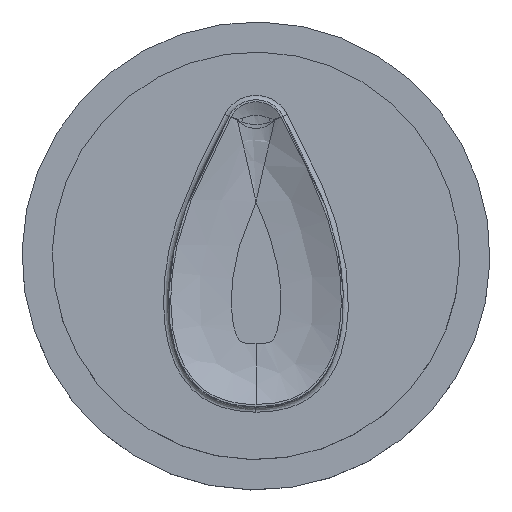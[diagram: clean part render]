
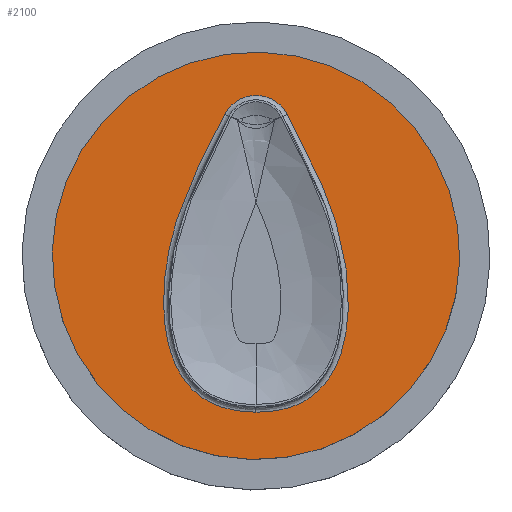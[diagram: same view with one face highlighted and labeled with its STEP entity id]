
A CAD part, top view. The second image highlights one B-rep face of the part: STEP entity #2100.
In plain terms, the highlighted planar face has unit normal (0, 0, 1).
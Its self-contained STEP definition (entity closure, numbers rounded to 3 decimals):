
#247=CARTESIAN_POINT('Vertex',(-17.727,-9.684,-34.3)) ;
#250=CARTESIAN_POINT('Axis2P3D Location',(0.,0.,-34.3)) ;
#254=CARTESIAN_POINT('Vertex',(17.727,9.684,-34.3)) ;
#276=CARTESIAN_POINT('Axis2P3D Location',(0.,0.,-34.3)) ;
#2011=CARTESIAN_POINT('Axis2P3D Location',(-20.2,0.,-34.3)) ;
#2021=CARTESIAN_POINT('Control Point',(3.109,14.017,-34.3)) ;
#2022=CARTESIAN_POINT('Control Point',(3.327,13.595,-34.3)) ;
#2023=CARTESIAN_POINT('Control Point',(3.545,13.174,-34.3)) ;
#2024=CARTESIAN_POINT('Control Point',(3.762,12.754,-34.3)) ;
#2025=CARTESIAN_POINT('Control Point',(4.195,11.915,-34.3)) ;
#2026=CARTESIAN_POINT('Control Point',(4.623,11.077,-34.3)) ;
#2027=CARTESIAN_POINT('Control Point',(4.835,10.657,-34.3)) ;
#2028=CARTESIAN_POINT('Control Point',(5.605,9.121,-34.3)) ;
#2029=CARTESIAN_POINT('Control Point',(6.34,7.565,-34.3)) ;
#2030=CARTESIAN_POINT('Control Point',(6.844,6.414,-34.3)) ;
#2031=CARTESIAN_POINT('Control Point',(7.679,4.266,-34.3)) ;
#2032=CARTESIAN_POINT('Control Point',(8.332,2.001,-34.3)) ;
#2033=CARTESIAN_POINT('Control Point',(8.58,0.965,-34.3)) ;
#2034=CARTESIAN_POINT('Control Point',(9.036,-1.434,-34.3)) ;
#2035=CARTESIAN_POINT('Control Point',(9.215,-3.905,-34.3)) ;
#2036=CARTESIAN_POINT('Control Point',(9.216,-5.298,-34.3)) ;
#2037=CARTESIAN_POINT('Control Point',(9.044,-7.412,-34.3)) ;
#2038=CARTESIAN_POINT('Control Point',(8.532,-9.417,-34.3)) ;
#2039=CARTESIAN_POINT('Control Point',(8.309,-10.095,-34.3)) ;
#2040=CARTESIAN_POINT('Control Point',(7.813,-11.273,-34.3)) ;
#2041=CARTESIAN_POINT('Control Point',(7.136,-12.332,-34.3)) ;
#2042=CARTESIAN_POINT('Control Point',(6.794,-12.776,-34.3)) ;
#2043=CARTESIAN_POINT('Control Point',(5.986,-13.642,-34.3)) ;
#2044=CARTESIAN_POINT('Control Point',(5.012,-14.325,-34.3)) ;
#2045=CARTESIAN_POINT('Control Point',(4.456,-14.628,-34.3)) ;
#2046=CARTESIAN_POINT('Control Point',(3.288,-15.111,-34.3)) ;
#2047=CARTESIAN_POINT('Control Point',(2.011,-15.379,-34.3)) ;
#2048=CARTESIAN_POINT('Control Point',(1.36,-15.462,-34.3)) ;
#2049=CARTESIAN_POINT('Control Point',(0.691,-15.501,-34.3)) ;
#2050=CARTESIAN_POINT('Control Point',(0.01,-15.5,-34.3)) ;
#2051=CARTESIAN_POINT('Control Point',(0.007,-15.5,-34.3)) ;
#2052=CARTESIAN_POINT('Control Point',(0.003,-15.5,-34.3)) ;
#2053=CARTESIAN_POINT('Control Point',(0.,-15.5,-34.3)) ;
#2054=CARTESIAN_POINT('Vertex',(3.109,14.017,-34.3)) ;
#2056=CARTESIAN_POINT('Vertex',(0.,-15.5,-34.3)) ;
#2060=CARTESIAN_POINT('Control Point',(0.,-15.5,-34.3)) ;
#2061=CARTESIAN_POINT('Control Point',(-0.559,-15.501,-34.3)) ;
#2062=CARTESIAN_POINT('Control Point',(-1.109,-15.475,-34.3)) ;
#2063=CARTESIAN_POINT('Control Point',(-1.65,-15.421,-34.3)) ;
#2064=CARTESIAN_POINT('Control Point',(-2.832,-15.226,-34.3)) ;
#2065=CARTESIAN_POINT('Control Point',(-3.935,-14.858,-34.3)) ;
#2066=CARTESIAN_POINT('Control Point',(-4.514,-14.599,-34.3)) ;
#2067=CARTESIAN_POINT('Control Point',(-5.525,-14.005,-34.3)) ;
#2068=CARTESIAN_POINT('Control Point',(-6.385,-13.225,-34.3)) ;
#2069=CARTESIAN_POINT('Control Point',(-6.748,-12.826,-34.3)) ;
#2070=CARTESIAN_POINT('Control Point',(-7.472,-11.872,-34.3)) ;
#2071=CARTESIAN_POINT('Control Point',(-8.024,-10.791,-34.3)) ;
#2072=CARTESIAN_POINT('Control Point',(-8.277,-10.168,-34.3)) ;
#2073=CARTESIAN_POINT('Control Point',(-8.885,-8.298,-34.3)) ;
#2074=CARTESIAN_POINT('Control Point',(-9.155,-6.294,-34.3)) ;
#2075=CARTESIAN_POINT('Control Point',(-9.217,-4.959,-34.3)) ;
#2076=CARTESIAN_POINT('Control Point',(-9.143,-2.198,-34.3)) ;
#2077=CARTESIAN_POINT('Control Point',(-8.701,0.501,-34.3)) ;
#2078=CARTESIAN_POINT('Control Point',(-8.389,1.861,-34.3)) ;
#2079=CARTESIAN_POINT('Control Point',(-7.562,4.68,-34.3)) ;
#2080=CARTESIAN_POINT('Control Point',(-6.467,7.32,-34.3)) ;
#2081=CARTESIAN_POINT('Control Point',(-5.831,8.673,-34.3)) ;
#2082=CARTESIAN_POINT('Control Point',(-4.9,10.545,-34.3)) ;
#2083=CARTESIAN_POINT('Control Point',(-3.939,12.412,-34.3)) ;
#2084=CARTESIAN_POINT('Control Point',(-3.663,12.946,-34.3)) ;
#2085=CARTESIAN_POINT('Control Point',(-3.387,13.48,-34.3)) ;
#2086=CARTESIAN_POINT('Control Point',(-3.109,14.017,-34.3)) ;
#2087=CARTESIAN_POINT('Vertex',(-3.109,14.017,-34.3)) ;
#2090=CARTESIAN_POINT('Axis2P3D Location',(0.,12.41,-34.3)) ;
#251=DIRECTION('Axis2P3D Direction',(0.,0.,1.)) ;
#277=DIRECTION('Axis2P3D Direction',(0.,0.,1.)) ;
#2012=DIRECTION('Axis2P3D Direction',(0.,0.,1.)) ;
#2013=DIRECTION('Axis2P3D XDirection',(1.,0.,0.)) ;
#2091=DIRECTION('Axis2P3D Direction',(0.,0.,1.)) ;
#252=AXIS2_PLACEMENT_3D('Circle Axis2P3D',#250,#251,$) ;
#278=AXIS2_PLACEMENT_3D('Circle Axis2P3D',#276,#277,$) ;
#2014=AXIS2_PLACEMENT_3D('Plane Axis2P3D',#2011,#2012,#2013) ;
#2092=AXIS2_PLACEMENT_3D('Circle Axis2P3D',#2090,#2091,$) ;
#2017=ORIENTED_EDGE('',*,*,#256,.T.) ;
#2018=ORIENTED_EDGE('',*,*,#280,.T.) ;
#2096=ORIENTED_EDGE('',*,*,#2058,.T.) ;
#2097=ORIENTED_EDGE('',*,*,#2089,.T.) ;
#2098=ORIENTED_EDGE('',*,*,#2094,.T.) ;
#2099=FACE_BOUND('',#2095,.T.) ;
#2100=ADVANCED_FACE('Corps principal',(#2019,#2099),#2015,.T.) ;
#2020=B_SPLINE_CURVE_WITH_KNOTS('',5,(#2021,#2022,#2023,#2024,#2025,#2026,#2027,#2028,#2029,#2030,#2031,#2032,#2033,#2034,#2035,#2036,#2037,#2038,#2039,#2040,#2041,#2042,#2043,#2044,#2045,#2046,#2047,#2048,#2049,#2050,#2051,#2052,#2053),.UNSPECIFIED.,.F.,.U.,(6,3,3,3,3,3,3,3,3,3,6),(22.231,25.615,28.998,37.98,45.242,54.453,59.344,63.305,67.729,72.048,72.069),.UNSPECIFIED.) ;
#2059=B_SPLINE_CURVE_WITH_KNOTS('',5,(#2060,#2061,#2062,#2063,#2064,#2065,#2066,#2067,#2068,#2069,#2070,#2071,#2072,#2073,#2074,#2075,#2076,#2077,#2078,#2079,#2080,#2081,#2082,#2083,#2084,#2085,#2086),.UNSPECIFIED.,.F.,.U.,(6,3,3,3,3,3,3,3,6),(0.001,3.562,7.961,11.782,16.43,25.288,34.766,45.545,49.844),.UNSPECIFIED.) ;
#253=CIRCLE('generated circle',#252,20.2) ;
#279=CIRCLE('generated circle',#278,20.2) ;
#2093=CIRCLE('generated circle',#2092,3.5) ;
#256=EDGE_CURVE('',#255,#248,#253,.T.) ;
#280=EDGE_CURVE('',#248,#255,#279,.T.) ;
#2058=EDGE_CURVE('',#2055,#2057,#2020,.T.) ;
#2089=EDGE_CURVE('',#2057,#2088,#2059,.T.) ;
#2094=EDGE_CURVE('',#2088,#2055,#2093,.F.) ;
#2016=EDGE_LOOP('',(#2017,#2018)) ;
#2095=EDGE_LOOP('',(#2096,#2097,#2098)) ;
#2019=FACE_OUTER_BOUND('',#2016,.T.) ;
#2015=PLANE('Plane',#2014) ;
#248=VERTEX_POINT('',#247) ;
#255=VERTEX_POINT('',#254) ;
#2055=VERTEX_POINT('',#2054) ;
#2057=VERTEX_POINT('',#2056) ;
#2088=VERTEX_POINT('',#2087) ;
